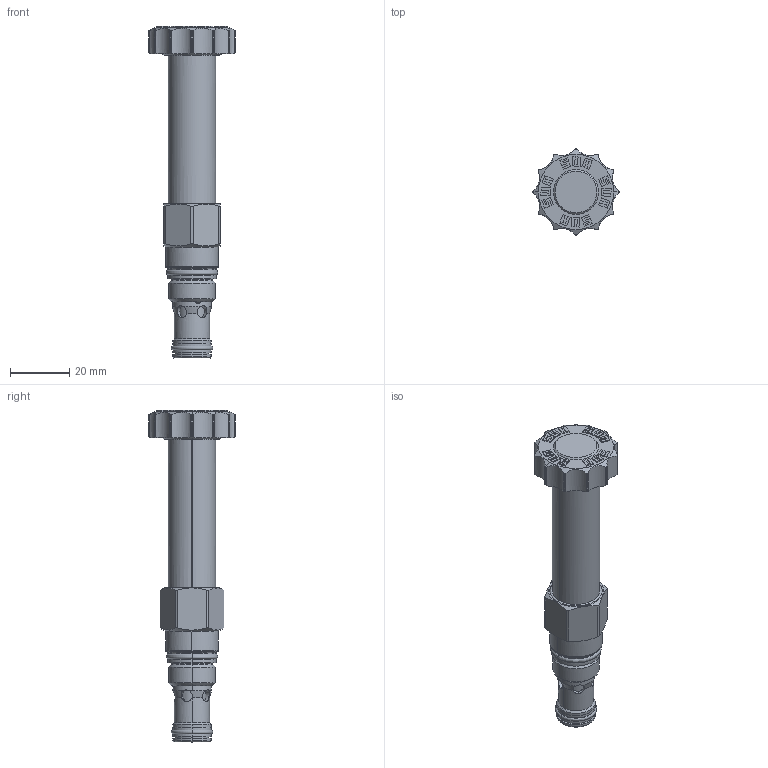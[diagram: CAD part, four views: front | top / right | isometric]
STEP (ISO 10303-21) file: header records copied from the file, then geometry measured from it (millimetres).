
FILE_DESCRIPTION((''),'2;1');
FILE_NAME('FPBGXDN_SW_PRT','2021-04-26T',('charlief'),(''),'PRO/ENGINEER BY PARAMETRIC TECHNOLOGY CORPORATION, 2016010','PRO/ENGINEER BY PARAMETRIC TECHNOLOGY CORPORATION, 2016010','');
FILE_SCHEMA(('CONFIG_CONTROL_DESIGN'));
Products named in the file (1): FPBGXDN_SW_PRT
Bounding box: 29.21 x 29.21 x 112.17 mm (x, y, z)
Surface area: 14251.9 mm2 (no closed solid volume)
Topology: 0 solids, 0 shells, 408 faces, 2134 edges, 2114 vertices
Faces by surface type: bspline 359, torus 49
Entity records: 56869 total; most frequent: CARTESIAN_POINT 38334, DIRECTION 2874, TRIMMED_CURVE 2439, VECTOR 2102, LINE 2102, DEFINITIONAL_REPRESENTATION 2094, PCURVE 2094, COMPOSITE_CURVE_SEGMENT 2094
